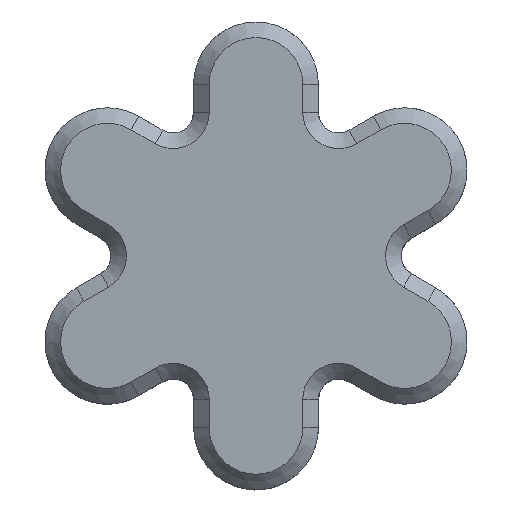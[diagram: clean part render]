
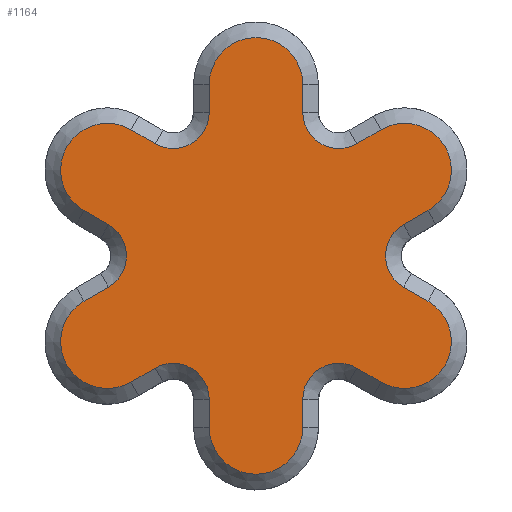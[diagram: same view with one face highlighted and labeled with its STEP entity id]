
A CAD part, top view. The second image highlights one B-rep face of the part: STEP entity #1164.
In plain terms, the highlighted planar face has unit normal (0, 0, 1).
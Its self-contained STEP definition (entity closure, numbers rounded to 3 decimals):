
#71=CIRCLE('',#1270,2.308);
#72=CIRCLE('',#1271,3.);
#73=CIRCLE('',#1272,2.308);
#74=CIRCLE('',#1273,3.);
#75=CIRCLE('',#1274,2.308);
#76=CIRCLE('',#1275,3.);
#77=CIRCLE('',#1276,2.308);
#78=CIRCLE('',#1277,3.);
#79=CIRCLE('',#1278,2.308);
#80=CIRCLE('',#1279,3.);
#81=CIRCLE('',#1280,2.308);
#82=CIRCLE('',#1281,3.);
#254=ORIENTED_EDGE('',*,*,#589,.T.);
#255=ORIENTED_EDGE('',*,*,#590,.T.);
#256=ORIENTED_EDGE('',*,*,#591,.T.);
#257=ORIENTED_EDGE('',*,*,#592,.T.);
#258=ORIENTED_EDGE('',*,*,#593,.T.);
#259=ORIENTED_EDGE('',*,*,#594,.T.);
#260=ORIENTED_EDGE('',*,*,#595,.T.);
#261=ORIENTED_EDGE('',*,*,#596,.T.);
#262=ORIENTED_EDGE('',*,*,#597,.T.);
#263=ORIENTED_EDGE('',*,*,#598,.T.);
#264=ORIENTED_EDGE('',*,*,#599,.T.);
#265=ORIENTED_EDGE('',*,*,#600,.T.);
#266=ORIENTED_EDGE('',*,*,#601,.T.);
#267=ORIENTED_EDGE('',*,*,#602,.T.);
#268=ORIENTED_EDGE('',*,*,#603,.T.);
#269=ORIENTED_EDGE('',*,*,#604,.T.);
#270=ORIENTED_EDGE('',*,*,#605,.T.);
#271=ORIENTED_EDGE('',*,*,#606,.T.);
#272=ORIENTED_EDGE('',*,*,#607,.T.);
#273=ORIENTED_EDGE('',*,*,#608,.T.);
#274=ORIENTED_EDGE('',*,*,#609,.T.);
#275=ORIENTED_EDGE('',*,*,#610,.T.);
#276=ORIENTED_EDGE('',*,*,#611,.T.);
#277=ORIENTED_EDGE('',*,*,#612,.T.);
#589=EDGE_CURVE('',#751,#752,#71,.T.);
#590=EDGE_CURVE('',#752,#753,#835,.T.);
#591=EDGE_CURVE('',#753,#754,#72,.F.);
#592=EDGE_CURVE('',#754,#755,#836,.T.);
#593=EDGE_CURVE('',#755,#756,#73,.T.);
#594=EDGE_CURVE('',#756,#757,#837,.T.);
#595=EDGE_CURVE('',#757,#758,#74,.F.);
#596=EDGE_CURVE('',#758,#759,#838,.T.);
#597=EDGE_CURVE('',#759,#760,#75,.T.);
#598=EDGE_CURVE('',#760,#761,#839,.T.);
#599=EDGE_CURVE('',#761,#762,#76,.F.);
#600=EDGE_CURVE('',#762,#763,#840,.T.);
#601=EDGE_CURVE('',#763,#764,#77,.T.);
#602=EDGE_CURVE('',#764,#765,#841,.T.);
#603=EDGE_CURVE('',#765,#766,#78,.F.);
#604=EDGE_CURVE('',#766,#767,#842,.T.);
#605=EDGE_CURVE('',#767,#768,#79,.T.);
#606=EDGE_CURVE('',#768,#769,#843,.T.);
#607=EDGE_CURVE('',#769,#770,#80,.F.);
#608=EDGE_CURVE('',#770,#771,#844,.T.);
#609=EDGE_CURVE('',#771,#772,#81,.T.);
#610=EDGE_CURVE('',#772,#773,#845,.T.);
#611=EDGE_CURVE('',#773,#774,#82,.F.);
#612=EDGE_CURVE('',#774,#751,#846,.T.);
#751=VERTEX_POINT('',#1856);
#752=VERTEX_POINT('',#1857);
#753=VERTEX_POINT('',#1859);
#754=VERTEX_POINT('',#1861);
#755=VERTEX_POINT('',#1863);
#756=VERTEX_POINT('',#1865);
#757=VERTEX_POINT('',#1867);
#758=VERTEX_POINT('',#1869);
#759=VERTEX_POINT('',#1871);
#760=VERTEX_POINT('',#1873);
#761=VERTEX_POINT('',#1875);
#762=VERTEX_POINT('',#1877);
#763=VERTEX_POINT('',#1879);
#764=VERTEX_POINT('',#1881);
#765=VERTEX_POINT('',#1883);
#766=VERTEX_POINT('',#1885);
#767=VERTEX_POINT('',#1887);
#768=VERTEX_POINT('',#1889);
#769=VERTEX_POINT('',#1891);
#770=VERTEX_POINT('',#1893);
#771=VERTEX_POINT('',#1895);
#772=VERTEX_POINT('',#1897);
#773=VERTEX_POINT('',#1899);
#774=VERTEX_POINT('',#1901);
#835=LINE('',#1858,#907);
#836=LINE('',#1862,#908);
#837=LINE('',#1866,#909);
#838=LINE('',#1870,#910);
#839=LINE('',#1874,#911);
#840=LINE('',#1878,#912);
#841=LINE('',#1882,#913);
#842=LINE('',#1886,#914);
#843=LINE('',#1890,#915);
#844=LINE('',#1894,#916);
#845=LINE('',#1898,#917);
#846=LINE('',#1902,#918);
#907=VECTOR('',#1455,1000.);
#908=VECTOR('',#1458,1000.);
#909=VECTOR('',#1461,1000.);
#910=VECTOR('',#1464,1000.);
#911=VECTOR('',#1467,1000.);
#912=VECTOR('',#1470,1000.);
#913=VECTOR('',#1473,1000.);
#914=VECTOR('',#1476,1000.);
#915=VECTOR('',#1479,1000.);
#916=VECTOR('',#1482,1000.);
#917=VECTOR('',#1485,1000.);
#918=VECTOR('',#1488,1000.);
#968=EDGE_LOOP('',(#254,#255,#256,#257,#258,#259,#260,#261,#262,#263,#264,
#265,#266,#267,#268,#269,#270,#271,#272,#273,#274,#275,#276,#277));
#1054=FACE_BOUND('',#968,.T.);
#1129=PLANE('',#1269);
#1164=ADVANCED_FACE('',(#1054),#1129,.F.);
#1269=AXIS2_PLACEMENT_3D('',#1854,#1451,#1452);
#1270=AXIS2_PLACEMENT_3D('',#1855,#1453,#1454);
#1271=AXIS2_PLACEMENT_3D('',#1860,#1456,#1457);
#1272=AXIS2_PLACEMENT_3D('',#1864,#1459,#1460);
#1273=AXIS2_PLACEMENT_3D('',#1868,#1462,#1463);
#1274=AXIS2_PLACEMENT_3D('',#1872,#1465,#1466);
#1275=AXIS2_PLACEMENT_3D('',#1876,#1468,#1469);
#1276=AXIS2_PLACEMENT_3D('',#1880,#1471,#1472);
#1277=AXIS2_PLACEMENT_3D('',#1884,#1474,#1475);
#1278=AXIS2_PLACEMENT_3D('',#1888,#1477,#1478);
#1279=AXIS2_PLACEMENT_3D('',#1892,#1480,#1481);
#1280=AXIS2_PLACEMENT_3D('',#1896,#1483,#1484);
#1281=AXIS2_PLACEMENT_3D('',#1900,#1486,#1487);
#1451=DIRECTION('',(0.,0.,-1.));
#1452=DIRECTION('',(-1.,0.,0.));
#1453=DIRECTION('',(0.,0.,-1.));
#1454=DIRECTION('',(-1.,0.,0.));
#1455=DIRECTION('',(0.866,-0.5,0.));
#1456=DIRECTION('',(0.,0.,-1.));
#1457=DIRECTION('',(-1.,0.,0.));
#1458=DIRECTION('',(-0.866,0.5,0.));
#1459=DIRECTION('',(0.,0.,-1.));
#1460=DIRECTION('',(-1.,0.,0.));
#1461=DIRECTION('',(0.866,0.5,0.));
#1462=DIRECTION('',(0.,0.,-1.));
#1463=DIRECTION('',(-1.,0.,0.));
#1464=DIRECTION('',(-0.866,-0.5,0.));
#1465=DIRECTION('',(0.,0.,-1.));
#1466=DIRECTION('',(-1.,0.,0.));
#1467=DIRECTION('',(0.,1.,0.));
#1468=DIRECTION('',(0.,0.,-1.));
#1469=DIRECTION('',(-1.,0.,0.));
#1470=DIRECTION('',(0.,-1.,0.));
#1471=DIRECTION('',(0.,0.,-1.));
#1472=DIRECTION('',(-1.,0.,0.));
#1473=DIRECTION('',(-0.866,0.5,0.));
#1474=DIRECTION('',(0.,0.,-1.));
#1475=DIRECTION('',(-1.,0.,0.));
#1476=DIRECTION('',(0.866,-0.5,0.));
#1477=DIRECTION('',(0.,0.,-1.));
#1478=DIRECTION('',(-1.,0.,0.));
#1479=DIRECTION('',(-0.866,-0.5,0.));
#1480=DIRECTION('',(0.,0.,-1.));
#1481=DIRECTION('',(-1.,0.,0.));
#1482=DIRECTION('',(0.866,0.5,0.));
#1483=DIRECTION('',(0.,0.,-1.));
#1484=DIRECTION('',(-1.,0.,0.));
#1485=DIRECTION('',(0.,-1.,0.));
#1486=DIRECTION('',(0.,0.,-1.));
#1487=DIRECTION('',(-1.,0.,0.));
#1488=DIRECTION('',(0.,1.,0.));
#1854=CARTESIAN_POINT('',(0.,0.,19.));
#1855=CARTESIAN_POINT('',(5.308,-9.193,19.));
#1856=CARTESIAN_POINT('',(3.,-9.193,19.));
#1857=CARTESIAN_POINT('',(6.462,-7.195,19.));
#1858=CARTESIAN_POINT('',(-1.5,-2.598,19.));
#1859=CARTESIAN_POINT('',(8.026,-8.098,19.));
#1860=CARTESIAN_POINT('',(9.526,-5.5,19.));
#1861=CARTESIAN_POINT('',(11.026,-2.902,19.));
#1862=CARTESIAN_POINT('',(1.5,2.598,19.));
#1863=CARTESIAN_POINT('',(9.462,-1.999,19.));
#1864=CARTESIAN_POINT('',(10.615,0.,19.));
#1865=CARTESIAN_POINT('',(9.462,1.999,19.));
#1866=CARTESIAN_POINT('',(1.5,-2.598,19.));
#1867=CARTESIAN_POINT('',(11.026,2.902,19.));
#1868=CARTESIAN_POINT('',(9.526,5.5,19.));
#1869=CARTESIAN_POINT('',(8.026,8.098,19.));
#1870=CARTESIAN_POINT('',(-1.5,2.598,19.));
#1871=CARTESIAN_POINT('',(6.462,7.195,19.));
#1872=CARTESIAN_POINT('',(5.308,9.193,19.));
#1873=CARTESIAN_POINT('',(3.,9.193,19.));
#1874=CARTESIAN_POINT('',(3.,0.,19.));
#1875=CARTESIAN_POINT('',(3.,11.,19.));
#1876=CARTESIAN_POINT('',(0.,11.,19.));
#1877=CARTESIAN_POINT('',(-3.,11.,19.));
#1878=CARTESIAN_POINT('',(-3.,0.,19.));
#1879=CARTESIAN_POINT('',(-3.,9.193,19.));
#1880=CARTESIAN_POINT('',(-5.308,9.193,19.));
#1881=CARTESIAN_POINT('',(-6.462,7.195,19.));
#1882=CARTESIAN_POINT('',(1.5,2.598,19.));
#1883=CARTESIAN_POINT('',(-8.026,8.098,19.));
#1884=CARTESIAN_POINT('',(-9.526,5.5,19.));
#1885=CARTESIAN_POINT('',(-11.026,2.902,19.));
#1886=CARTESIAN_POINT('',(-1.5,-2.598,19.));
#1887=CARTESIAN_POINT('',(-9.462,1.999,19.));
#1888=CARTESIAN_POINT('',(-10.615,0.,19.));
#1889=CARTESIAN_POINT('',(-9.462,-1.999,19.));
#1890=CARTESIAN_POINT('',(-1.5,2.598,19.));
#1891=CARTESIAN_POINT('',(-11.026,-2.902,19.));
#1892=CARTESIAN_POINT('',(-9.526,-5.5,19.));
#1893=CARTESIAN_POINT('',(-8.026,-8.098,19.));
#1894=CARTESIAN_POINT('',(1.5,-2.598,19.));
#1895=CARTESIAN_POINT('',(-6.462,-7.195,19.));
#1896=CARTESIAN_POINT('',(-5.308,-9.193,19.));
#1897=CARTESIAN_POINT('',(-3.,-9.193,19.));
#1898=CARTESIAN_POINT('',(-3.,0.,19.));
#1899=CARTESIAN_POINT('',(-3.,-11.,19.));
#1900=CARTESIAN_POINT('',(0.,-11.,19.));
#1901=CARTESIAN_POINT('',(3.,-11.,19.));
#1902=CARTESIAN_POINT('',(3.,0.,19.));
